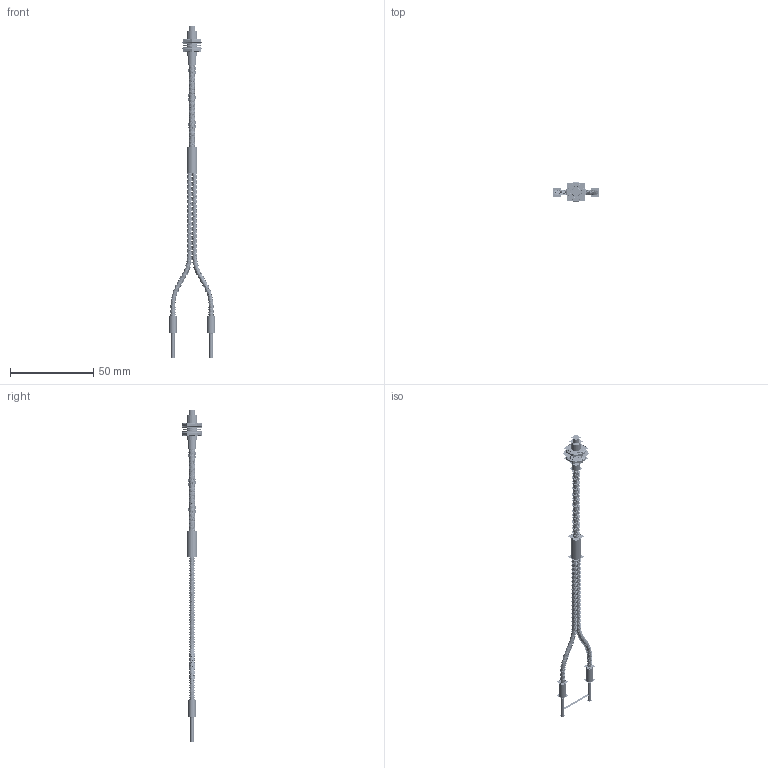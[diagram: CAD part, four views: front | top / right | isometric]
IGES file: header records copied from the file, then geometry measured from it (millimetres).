
Start section:  PTC IGES file: 184512.igs
Global section: file name: 184512.igs; native system: Creo Parametric by PTC Inc.; preprocessor: 2016260; author: PDMAdmin; organization: Unknown; date: 20170120.142314; units: millimetre
Bounding box: 27.98 x 11.93 x 199.9 mm (x, y, z)
Volume: 17081 mm3; surface area: 121083.7 mm2
Topology: 2 solids, 5 shells, 700 faces, 5033 edges, 7380 vertices
Faces by surface type: revolution 500, bspline 200
